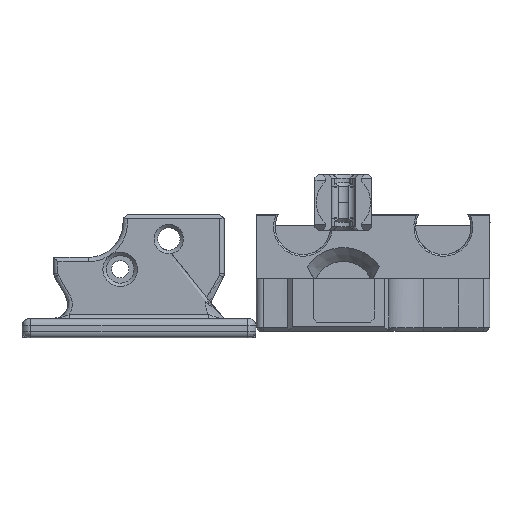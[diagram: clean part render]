
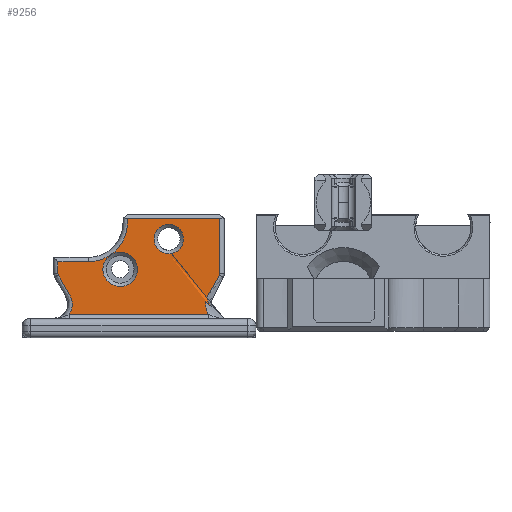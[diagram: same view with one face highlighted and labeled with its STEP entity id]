
A CAD part, front view. The second image highlights one B-rep face of the part: STEP entity #9256.
In plain terms, the highlighted planar face has unit normal (0, -1, 0).
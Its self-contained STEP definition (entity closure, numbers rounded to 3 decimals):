
#357=FACE_BOUND('',#1902,.T.);
#358=FACE_BOUND('',#1903,.T.);
#566=B_SPLINE_CURVE_WITH_KNOTS('',3,(#29525,#29526,#29527,#29528,#29529,
#29530,#29531,#29532,#29533,#29534,#29535,#29536,#29537,#29538),
 .UNSPECIFIED.,.F.,.F.,(4,2,1,1,2,1,1,2,4),(0.205,0.214,
0.305,0.351,0.396,0.441,
0.448,0.456,0.708),.UNSPECIFIED.);
#572=B_SPLINE_CURVE_WITH_KNOTS('',3,(#29582,#29583,#29584,#29585,#29586,
#29587,#29588,#29589,#29590,#29591,#29592,#29593,#29594,#29595,#29596,#29597,
#29598,#29599,#29600,#29601,#29602,#29603,#29604,#29605,#29606,#29607),
 .UNSPECIFIED.,.F.,.F.,(4,3,2,2,2,2,2,3,2,2,2,4),(0.,
0.,0.059,0.136,0.196,0.225,
0.255,0.315,0.354,0.416,
0.493,0.501),.UNSPECIFIED.);
#573=B_SPLINE_CURVE_WITH_KNOTS('',3,(#29609,#29610,#29611,#29612),
 .UNSPECIFIED.,.F.,.F.,(4,4),(-0.018,0.),
 .UNSPECIFIED.);
#574=B_SPLINE_CURVE_WITH_KNOTS('',3,(#29624,#29625,#29626,#29627),
 .UNSPECIFIED.,.F.,.F.,(4,4),(-0.017,0.),
 .UNSPECIFIED.);
#896=CIRCLE('',#9956,4.5);
#897=CIRCLE('',#9957,1.7);
#898=CIRCLE('',#9958,2.);
#1371=FACE_OUTER_BOUND('',#1901,.T.);
#1901=EDGE_LOOP('',(#8076,#8077,#8078,#8079,#8080,#8081,#8082,#8083,#8084,
#8085,#8086));
#1902=EDGE_LOOP('',(#8087));
#1903=EDGE_LOOP('',(#8088));
#2657=LINE('',#29367,#3418);
#2658=LINE('',#29614,#3419);
#2659=LINE('',#29616,#3420);
#2660=LINE('',#29620,#3421);
#2661=LINE('',#29622,#3422);
#2662=LINE('',#29628,#3423);
#3418=VECTOR('',#11922,10.);
#3419=VECTOR('',#11927,10.);
#3420=VECTOR('',#11928,10.);
#3421=VECTOR('',#11931,10.);
#3422=VECTOR('',#11932,10.);
#3423=VECTOR('',#11933,10.);
#4276=VERTEX_POINT('',#29343);
#4278=VERTEX_POINT('',#29363);
#4283=VERTEX_POINT('',#29524);
#4289=VERTEX_POINT('',#29581);
#4290=VERTEX_POINT('',#29608);
#4291=VERTEX_POINT('',#29613);
#4292=VERTEX_POINT('',#29615);
#4293=VERTEX_POINT('',#29617);
#4294=VERTEX_POINT('',#29619);
#4295=VERTEX_POINT('',#29621);
#4296=VERTEX_POINT('',#29623);
#4297=VERTEX_POINT('',#29629);
#4298=VERTEX_POINT('',#29631);
#5571=EDGE_CURVE('',#4276,#4278,#2657,.T.);
#5576=EDGE_CURVE('',#4278,#4283,#566,.T.);
#5583=EDGE_CURVE('',#4289,#4276,#572,.T.);
#5584=EDGE_CURVE('',#4290,#4289,#573,.T.);
#5585=EDGE_CURVE('',#4291,#4290,#2658,.T.);
#5586=EDGE_CURVE('',#4292,#4291,#2659,.T.);
#5587=EDGE_CURVE('',#4293,#4292,#896,.T.);
#5588=EDGE_CURVE('',#4294,#4293,#2660,.T.);
#5589=EDGE_CURVE('',#4295,#4294,#2661,.T.);
#5590=EDGE_CURVE('',#4296,#4295,#574,.T.);
#5591=EDGE_CURVE('',#4283,#4296,#2662,.T.);
#5592=EDGE_CURVE('',#4297,#4297,#897,.T.);
#5593=EDGE_CURVE('',#4298,#4298,#898,.T.);
#8076=ORIENTED_EDGE('',*,*,#5571,.F.);
#8077=ORIENTED_EDGE('',*,*,#5583,.F.);
#8078=ORIENTED_EDGE('',*,*,#5584,.F.);
#8079=ORIENTED_EDGE('',*,*,#5585,.F.);
#8080=ORIENTED_EDGE('',*,*,#5586,.F.);
#8081=ORIENTED_EDGE('',*,*,#5587,.F.);
#8082=ORIENTED_EDGE('',*,*,#5588,.F.);
#8083=ORIENTED_EDGE('',*,*,#5589,.F.);
#8084=ORIENTED_EDGE('',*,*,#5590,.F.);
#8085=ORIENTED_EDGE('',*,*,#5591,.F.);
#8086=ORIENTED_EDGE('',*,*,#5576,.F.);
#8087=ORIENTED_EDGE('',*,*,#5592,.F.);
#8088=ORIENTED_EDGE('',*,*,#5593,.F.);
#8810=PLANE('',#9955);
#9256=ADVANCED_FACE('',(#1371,#357,#358),#8810,.F.);
#9955=AXIS2_PLACEMENT_3D('',#29580,#11925,#11926);
#9956=AXIS2_PLACEMENT_3D('',#29618,#11929,#11930);
#9957=AXIS2_PLACEMENT_3D('',#29630,#11934,#11935);
#9958=AXIS2_PLACEMENT_3D('',#29632,#11936,#11937);
#11922=DIRECTION('',(-1.,0.,0.));
#11925=DIRECTION('center_axis',(0.,1.,
0.));
#11926=DIRECTION('ref_axis',(-1.,0.,0.));
#11927=DIRECTION('',(0.,0.,-1.));
#11928=DIRECTION('',(1.,0.,0.));
#11929=DIRECTION('center_axis',(0.,-1.,
0.));
#11930=DIRECTION('ref_axis',(0.,0.,-1.));
#11931=DIRECTION('',(1.,0.,0.));
#11932=DIRECTION('',(0.,0.,1.));
#11933=DIRECTION('',(-0.5,0.,0.866));
#11934=DIRECTION('center_axis',(0.,-1.,
0.));
#11935=DIRECTION('ref_axis',(-1.,0.,0.));
#11936=DIRECTION('center_axis',(0.,-1.,
0.));
#11937=DIRECTION('ref_axis',(-1.,0.,0.));
#29343=CARTESIAN_POINT('',(53.36,-23.618,-6.85));
#29363=CARTESIAN_POINT('',(37.222,-23.618,-6.85));
#29367=CARTESIAN_POINT('',(50.228,-23.618,-6.85));
#29524=CARTESIAN_POINT('',(35.971,-23.618,-2.28));
#29525=CARTESIAN_POINT('Ctrl Pts',(37.221,-23.618,-6.85));
#29526=CARTESIAN_POINT('Ctrl Pts',(37.238,-23.618,-6.825));
#29527=CARTESIAN_POINT('Ctrl Pts',(37.254,-23.618,-6.8));
#29528=CARTESIAN_POINT('Ctrl Pts',(37.428,-23.618,-6.514));
#29529=CARTESIAN_POINT('Ctrl Pts',(37.578,-23.618,-6.072));
#29530=CARTESIAN_POINT('Ctrl Pts',(37.585,-23.618,-5.456));
#29531=CARTESIAN_POINT('Ctrl Pts',(37.524,-23.618,-5.158));
#29532=CARTESIAN_POINT('Ctrl Pts',(37.43,-23.618,-4.871));
#29533=CARTESIAN_POINT('Ctrl Pts',(37.363,-23.618,-4.708));
#29534=CARTESIAN_POINT('Ctrl Pts',(37.269,-23.618,-4.529));
#29535=CARTESIAN_POINT('Ctrl Pts',(37.244,-23.618,-4.485));
#29536=CARTESIAN_POINT('Ctrl Pts',(36.808,-23.618,-3.729));
#29537=CARTESIAN_POINT('Ctrl Pts',(36.391,-23.618,-3.007));
#29538=CARTESIAN_POINT('Ctrl Pts',(35.971,-23.618,-2.28));
#29580=CARTESIAN_POINT('Origin',(55.155,-23.618,-7.263));
#29581=CARTESIAN_POINT('',(54.605,-23.618,-2.289));
#29582=CARTESIAN_POINT('Ctrl Pts',(54.605,-23.618,-2.289));
#29583=CARTESIAN_POINT('Ctrl Pts',(54.604,-23.618,-2.291));
#29584=CARTESIAN_POINT('Ctrl Pts',(54.603,-23.618,-2.292));
#29585=CARTESIAN_POINT('Ctrl Pts',(54.602,-23.618,-2.294));
#29586=CARTESIAN_POINT('Ctrl Pts',(54.504,-23.618,-2.464));
#29587=CARTESIAN_POINT('Ctrl Pts',(54.406,-23.618,-2.634));
#29588=CARTESIAN_POINT('Ctrl Pts',(54.178,-23.618,-3.028));
#29589=CARTESIAN_POINT('Ctrl Pts',(54.049,-23.618,-3.251));
#29590=CARTESIAN_POINT('Ctrl Pts',(53.821,-23.618,-3.646));
#29591=CARTESIAN_POINT('Ctrl Pts',(53.722,-23.618,-3.818));
#29592=CARTESIAN_POINT('Ctrl Pts',(53.573,-23.618,-4.074));
#29593=CARTESIAN_POINT('Ctrl Pts',(53.524,-23.618,-4.159));
#29594=CARTESIAN_POINT('Ctrl Pts',(53.427,-23.618,-4.328));
#29595=CARTESIAN_POINT('Ctrl Pts',(53.377,-23.618,-4.412));
#29596=CARTESIAN_POINT('Ctrl Pts',(53.23,-23.618,-4.675));
#29597=CARTESIAN_POINT('Ctrl Pts',(53.149,-23.618,-4.863));
#29598=CARTESIAN_POINT('Ctrl Pts',(53.09,-23.618,-5.057));
#29599=CARTESIAN_POINT('Ctrl Pts',(53.053,-23.618,-5.18));
#29600=CARTESIAN_POINT('Ctrl Pts',(53.028,-23.618,-5.308));
#29601=CARTESIAN_POINT('Ctrl Pts',(52.993,-23.618,-5.644));
#29602=CARTESIAN_POINT('Ctrl Pts',(53.001,-23.618,-5.852));
#29603=CARTESIAN_POINT('Ctrl Pts',(53.086,-23.618,-6.31));
#29604=CARTESIAN_POINT('Ctrl Pts',(53.178,-23.618,-6.555));
#29605=CARTESIAN_POINT('Ctrl Pts',(53.327,-23.618,-6.8));
#29606=CARTESIAN_POINT('Ctrl Pts',(53.343,-23.618,-6.826));
#29607=CARTESIAN_POINT('Ctrl Pts',(53.36,-23.618,-6.85));
#29608=CARTESIAN_POINT('',(54.655,-23.618,-2.112));
#29609=CARTESIAN_POINT('Ctrl Pts',(54.655,-23.618,-2.112));
#29610=CARTESIAN_POINT('Ctrl Pts',(54.655,-23.618,-2.174));
#29611=CARTESIAN_POINT('Ctrl Pts',(54.637,-23.618,-2.236));
#29612=CARTESIAN_POINT('Ctrl Pts',(54.605,-23.618,-2.289));
#29613=CARTESIAN_POINT('',(54.655,-23.618,4.25));
#29614=CARTESIAN_POINT('',(54.655,-23.618,-7.263));
#29615=CARTESIAN_POINT('',(43.932,-23.618,4.25));
#29616=CARTESIAN_POINT('',(50.228,-23.618,4.25));
#29617=CARTESIAN_POINT('',(39.46,-23.618,-0.749));
#29618=CARTESIAN_POINT('Origin',(39.46,-23.618,3.751));
#29619=CARTESIAN_POINT('',(35.926,-23.618,-0.749));
#29620=CARTESIAN_POINT('',(41.819,-23.618,-0.749));
#29621=CARTESIAN_POINT('',(35.926,-23.618,-2.112));
#29622=CARTESIAN_POINT('',(35.926,-23.618,-7.263));
#29623=CARTESIAN_POINT('',(35.968,-23.618,-2.275));
#29624=CARTESIAN_POINT('Ctrl Pts',(35.968,-23.618,-2.275));
#29625=CARTESIAN_POINT('Ctrl Pts',(35.941,-23.618,-2.225));
#29626=CARTESIAN_POINT('Ctrl Pts',(35.926,-23.618,-2.169));
#29627=CARTESIAN_POINT('Ctrl Pts',(35.926,-23.618,-2.112));
#29628=CARTESIAN_POINT('',(39.237,-23.618,-7.934));
#29629=CARTESIAN_POINT('',(50.447,-23.618,1.875));
#29630=CARTESIAN_POINT('Origin',(48.747,-23.618,1.875));
#29631=CARTESIAN_POINT('',(45.126,-23.618,-1.626));
#29632=CARTESIAN_POINT('Origin',(43.126,-23.618,-1.626));
